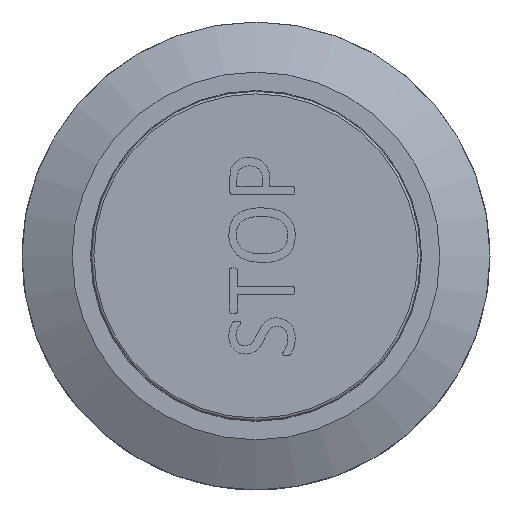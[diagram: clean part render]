
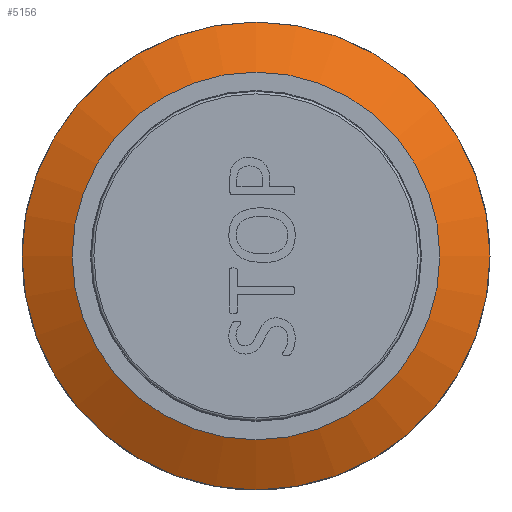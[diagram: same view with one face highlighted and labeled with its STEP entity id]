
A CAD part, top view. The second image highlights one B-rep face of the part: STEP entity #5156.
In plain terms, the highlighted conical face has half-angle 63.435 degrees and reference radius 12.5 mm.
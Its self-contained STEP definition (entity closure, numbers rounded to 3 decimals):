
#16=CONICAL_SURFACE('',#5527,12.5,1.107);
#239=CIRCLE('',#5525,14.);
#240=CIRCLE('',#5526,14.);
#241=CIRCLE('',#5528,11.);
#242=CIRCLE('',#5529,11.);
#540=FACE_OUTER_BOUND('',#836,.T.);
#836=EDGE_LOOP('',(#4720,#4721,#4722,#4723,#4724,#4725));
#1327=LINE('',#9039,#1816);
#1816=VECTOR('',#6725,12.5);
#2454=VERTEX_POINT('',#9029);
#2455=VERTEX_POINT('',#9030);
#2456=VERTEX_POINT('',#9035);
#2457=VERTEX_POINT('',#9036);
#3209=EDGE_CURVE('',#2454,#2455,#239,.T.);
#3210=EDGE_CURVE('',#2455,#2454,#240,.T.);
#3212=EDGE_CURVE('',#2456,#2457,#241,.T.);
#3213=EDGE_CURVE('',#2457,#2456,#242,.T.);
#3214=EDGE_CURVE('',#2457,#2455,#1327,.T.);
#4720=ORIENTED_EDGE('',*,*,#3212,.F.);
#4721=ORIENTED_EDGE('',*,*,#3213,.F.);
#4722=ORIENTED_EDGE('',*,*,#3214,.T.);
#4723=ORIENTED_EDGE('',*,*,#3210,.T.);
#4724=ORIENTED_EDGE('',*,*,#3209,.T.);
#4725=ORIENTED_EDGE('',*,*,#3214,.F.);
#5156=ADVANCED_FACE('',(#540),#16,.T.);
#5525=AXIS2_PLACEMENT_3D('',#9031,#6714,#6715);
#5526=AXIS2_PLACEMENT_3D('',#9032,#6716,#6717);
#5527=AXIS2_PLACEMENT_3D('',#9034,#6719,#6720);
#5528=AXIS2_PLACEMENT_3D('',#9037,#6721,#6722);
#5529=AXIS2_PLACEMENT_3D('',#9038,#6723,#6724);
#6714=DIRECTION('center_axis',(0.,0.,1.));
#6715=DIRECTION('ref_axis',(0.,-1.,0.));
#6716=DIRECTION('center_axis',(0.,0.,1.));
#6717=DIRECTION('ref_axis',(0.,-1.,0.));
#6719=DIRECTION('center_axis',(0.,0.,-1.));
#6720=DIRECTION('ref_axis',(0.,-1.,0.));
#6721=DIRECTION('center_axis',(0.,0.,1.));
#6722=DIRECTION('ref_axis',(0.,-1.,0.));
#6723=DIRECTION('center_axis',(0.,0.,1.));
#6724=DIRECTION('ref_axis',(0.,-1.,0.));
#6725=DIRECTION('',(0.,0.894,-0.447));
#9029=CARTESIAN_POINT('',(0.,-14.,0.5));
#9030=CARTESIAN_POINT('',(0.,14.,0.5));
#9031=CARTESIAN_POINT('Origin',(0.,0.,0.5));
#9032=CARTESIAN_POINT('Origin',(0.,0.,0.5));
#9034=CARTESIAN_POINT('Origin',(0.,0.,1.25));
#9035=CARTESIAN_POINT('',(0.,-11.,2.));
#9036=CARTESIAN_POINT('',(0.,11.,2.));
#9037=CARTESIAN_POINT('Origin',(0.,0.,2.));
#9038=CARTESIAN_POINT('Origin',(0.,0.,2.));
#9039=CARTESIAN_POINT('',(0.,12.5,1.25));
